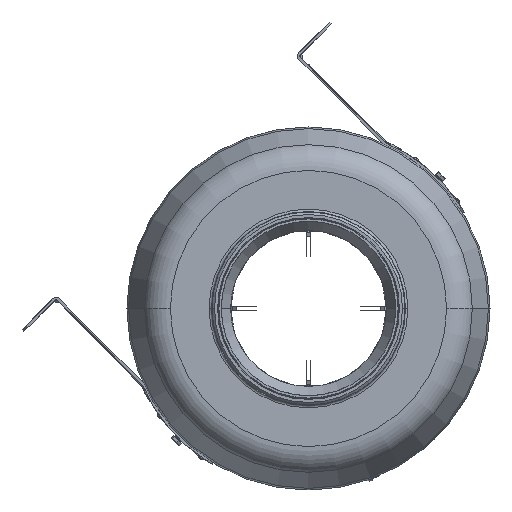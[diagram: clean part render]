
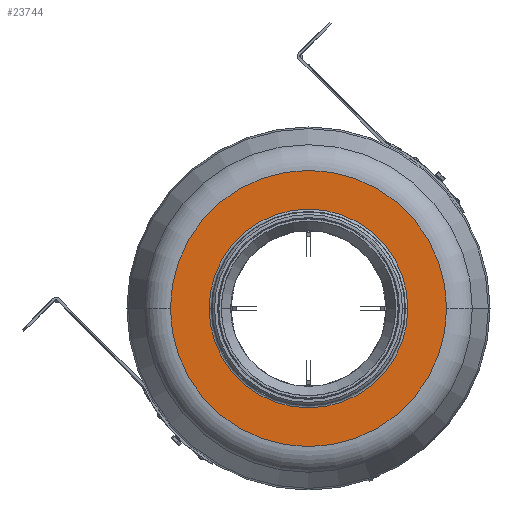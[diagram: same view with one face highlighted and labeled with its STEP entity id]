
A CAD part, front view. The second image highlights one B-rep face of the part: STEP entity #23744.
In plain terms, the highlighted planar face has unit normal (0, -1, 0).
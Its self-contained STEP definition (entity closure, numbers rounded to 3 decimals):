
#719 = DIRECTION ( 'NONE',  ( 1., 0., 0. ) ) ;
#838 = ORIENTED_EDGE ( 'NONE', *, *, #6372, .T. ) ;
#2086 = CARTESIAN_POINT ( 'NONE',  ( -82.139, -62.5, 0. ) ) ;
#2260 = DIRECTION ( 'NONE',  ( 0., 1., 0. ) ) ;
#2393 = VERTEX_POINT ( 'NONE', #4563 ) ;
#3907 = FACE_BOUND ( 'NONE', #21138, .T. ) ;
#4037 = AXIS2_PLACEMENT_3D ( 'NONE', #13361, #2260, #15246 ) ;
#4563 = CARTESIAN_POINT ( 'NONE',  ( 82.139, -62.5, 0. ) ) ;
#5149 = VERTEX_POINT ( 'NONE', #2086 ) ;
#5517 = AXIS2_PLACEMENT_3D ( 'NONE', #18201, #16316, #10801 ) ;
#6028 = AXIS2_PLACEMENT_3D ( 'NONE', #10353, #23357, #12230 ) ;
#6372 = EDGE_CURVE ( 'NONE', #5149, #2393, #12620, .T. ) ;
#6701 = VERTEX_POINT ( 'NONE', #23280 ) ;
#7866 = EDGE_CURVE ( 'NONE', #2393, #5149, #20117, .T. ) ;
#8003 = EDGE_CURVE ( 'NONE', #6701, #14539, #23305, .T. ) ;
#8496 = DIRECTION ( 'NONE',  ( 0., -1., 0. ) ) ;
#8916 = PLANE ( 'NONE',  #5517 ) ;
#10125 = CIRCLE ( 'NONE', #6028, 114.152 ) ;
#10353 = CARTESIAN_POINT ( 'NONE',  ( 0., -62.5, 0. ) ) ;
#10801 = DIRECTION ( 'NONE',  ( 1., 0., 0. ) ) ;
#11846 = DIRECTION ( 'NONE',  ( 0., 1., 0. ) ) ;
#12230 = DIRECTION ( 'NONE',  ( 1., 0., 0. ) ) ;
#12620 = CIRCLE ( 'NONE', #4037, 82.139 ) ;
#13193 = FACE_OUTER_BOUND ( 'NONE', #16154, .T. ) ;
#13311 = AXIS2_PLACEMENT_3D ( 'NONE', #22970, #11846, #719 ) ;
#13361 = CARTESIAN_POINT ( 'NONE',  ( 0., -62.5, 0. ) ) ;
#14539 = VERTEX_POINT ( 'NONE', #16827 ) ;
#14605 = ORIENTED_EDGE ( 'NONE', *, *, #7866, .T. ) ;
#15193 = EDGE_CURVE ( 'NONE', #14539, #6701, #10125, .T. ) ;
#15246 = DIRECTION ( 'NONE',  ( 1., 0., 0. ) ) ;
#16154 = EDGE_LOOP ( 'NONE', ( #18012, #24042 ) ) ;
#16316 = DIRECTION ( 'NONE',  ( 0., 1., 0. ) ) ;
#16827 = CARTESIAN_POINT ( 'NONE',  ( 114.152, -62.5, 0. ) ) ;
#18012 = ORIENTED_EDGE ( 'NONE', *, *, #15193, .T. ) ;
#18201 = CARTESIAN_POINT ( 'NONE',  ( 0., -62.5, 80.174 ) ) ;
#18309 = AXIS2_PLACEMENT_3D ( 'NONE', #19639, #8496, #21487 ) ;
#19639 = CARTESIAN_POINT ( 'NONE',  ( 0., -62.5, 0. ) ) ;
#20117 = CIRCLE ( 'NONE', #13311, 82.139 ) ;
#21138 = EDGE_LOOP ( 'NONE', ( #14605, #838 ) ) ;
#21487 = DIRECTION ( 'NONE',  ( 1., 0., 0. ) ) ;
#22970 = CARTESIAN_POINT ( 'NONE',  ( 0., -62.5, 0. ) ) ;
#23280 = CARTESIAN_POINT ( 'NONE',  ( -114.152, -62.5, 0. ) ) ;
#23305 = CIRCLE ( 'NONE', #18309, 114.152 ) ;
#23357 = DIRECTION ( 'NONE',  ( 0., -1., 0. ) ) ;
#23744 = ADVANCED_FACE ( 'NONE', ( #3907, #13193 ), #8916, .F. ) ;
#24042 = ORIENTED_EDGE ( 'NONE', *, *, #8003, .T. ) ;
